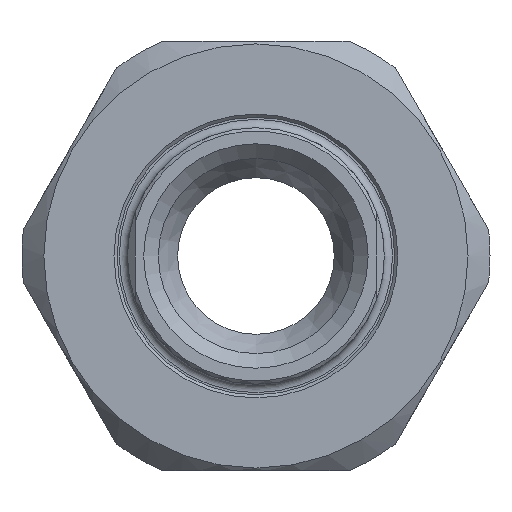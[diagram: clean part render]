
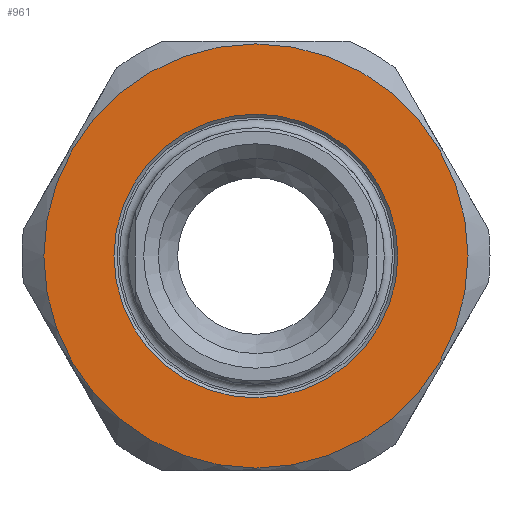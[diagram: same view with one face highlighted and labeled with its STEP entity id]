
A CAD part, left-side view. The second image highlights one B-rep face of the part: STEP entity #961.
In plain terms, the highlighted planar face has unit normal (-1, 0, 0).
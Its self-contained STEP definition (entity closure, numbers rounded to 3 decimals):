
#40=FACE_BOUND('',#187,.T.);
#93=PLANE('',#1116);
#128=FACE_OUTER_BOUND('',#186,.T.);
#186=EDGE_LOOP('',(#740));
#187=EDGE_LOOP('',(#741));
#347=CIRCLE('',#1096,20.25);
#357=CIRCLE('',#1115,13.55);
#429=VERTEX_POINT('',#1633);
#438=VERTEX_POINT('',#1668);
#537=EDGE_CURVE('',#429,#429,#347,.T.);
#551=EDGE_CURVE('',#438,#438,#357,.T.);
#740=ORIENTED_EDGE('',*,*,#537,.T.);
#741=ORIENTED_EDGE('',*,*,#551,.F.);
#961=ADVANCED_FACE('',(#128,#40),#93,.T.);
#1096=AXIS2_PLACEMENT_3D('',#1635,#1274,#1275);
#1115=AXIS2_PLACEMENT_3D('',#1669,#1315,#1316);
#1116=AXIS2_PLACEMENT_3D('',#1671,#1318,#1319);
#1274=DIRECTION('center_axis',(-1.,0.,0.));
#1275=DIRECTION('ref_axis',(0.,1.,0.));
#1315=DIRECTION('center_axis',(-1.,0.,0.));
#1316=DIRECTION('ref_axis',(0.,0.,-1.));
#1318=DIRECTION('center_axis',(-1.,0.,0.));
#1319=DIRECTION('ref_axis',(0.,0.,1.));
#1633=CARTESIAN_POINT('',(-16.,-20.25,0.));
#1635=CARTESIAN_POINT('Origin',(-16.,0.,0.));
#1668=CARTESIAN_POINT('',(-16.,0.,13.55));
#1669=CARTESIAN_POINT('Origin',(-16.,0.,0.));
#1671=CARTESIAN_POINT('Origin',(-16.,0.,0.));
